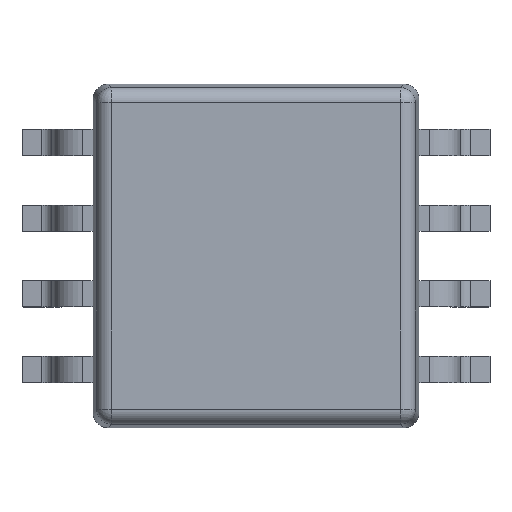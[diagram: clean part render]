
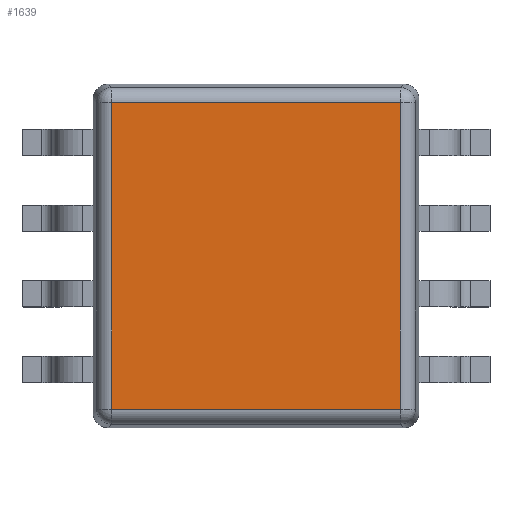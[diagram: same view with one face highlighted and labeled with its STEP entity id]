
A CAD part, top view. The second image highlights one B-rep face of the part: STEP entity #1639.
In plain terms, the highlighted face is planar.
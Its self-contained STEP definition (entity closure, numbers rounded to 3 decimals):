
#577=DIRECTION('',(-1.,0.,0.));
#578=VECTOR('',#577,2.632);
#579=CARTESIAN_POINT('',(1.316,0.358,-1.241));
#580=LINE('',#579,#578);
#591=DIRECTION('',(1.,0.,0.));
#592=VECTOR('',#591,2.632);
#593=CARTESIAN_POINT('',(-1.316,0.358,1.241));
#594=LINE('',#593,#592);
#1105=DIRECTION('',(0.,0.,1.));
#1106=VECTOR('',#1105,2.482);
#1107=CARTESIAN_POINT('',(-1.316,0.358,-1.241));
#1108=LINE('',#1107,#1106);
#1119=DIRECTION('',(0.,0.,-1.));
#1120=VECTOR('',#1119,2.482);
#1121=CARTESIAN_POINT('',(1.316,0.358,1.241));
#1122=LINE('',#1121,#1120);
#1157=CARTESIAN_POINT('',(1.316,0.358,1.241));
#1158=CARTESIAN_POINT('',(1.316,0.358,-1.241));
#1159=VERTEX_POINT('',#1157);
#1160=VERTEX_POINT('',#1158);
#1165=CARTESIAN_POINT('',(-1.316,0.358,-1.241));
#1166=VERTEX_POINT('',#1165);
#1171=CARTESIAN_POINT('',(-1.316,0.358,1.241));
#1172=VERTEX_POINT('',#1171);
#1625=CARTESIAN_POINT('',(0.,0.358,0.));
#1626=DIRECTION('',(0.,1.,0.));
#1627=DIRECTION('',(1.,0.,0.));
#1628=AXIS2_PLACEMENT_3D('',#1625,#1626,#1627);
#1629=PLANE('',#1628);
#1631=ORIENTED_EDGE('',*,*,#1630,.F.);
#1633=ORIENTED_EDGE('',*,*,#1632,.F.);
#1634=ORIENTED_EDGE('',*,*,#1616,.F.);
#1636=ORIENTED_EDGE('',*,*,#1635,.F.);
#1637=EDGE_LOOP('',(#1631,#1633,#1634,#1636));
#1638=FACE_OUTER_BOUND('',#1637,.F.);
#1616=EDGE_CURVE('',#1160,#1166,#580,.T.);
#1630=EDGE_CURVE('',#1172,#1159,#594,.T.);
#1632=EDGE_CURVE('',#1166,#1172,#1108,.T.);
#1635=EDGE_CURVE('',#1159,#1160,#1122,.T.);
#1639=ADVANCED_FACE('',(#1638),#1629,.T.);
